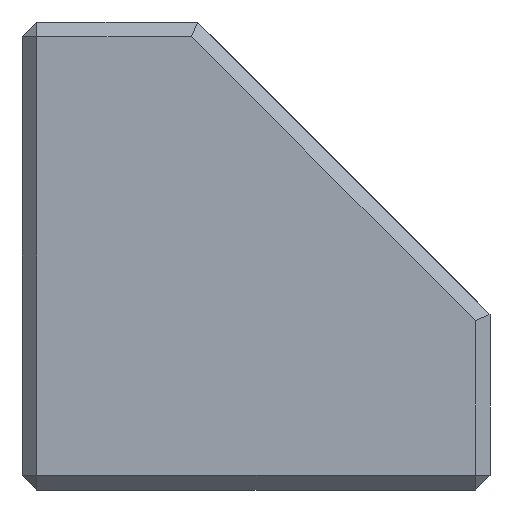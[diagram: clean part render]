
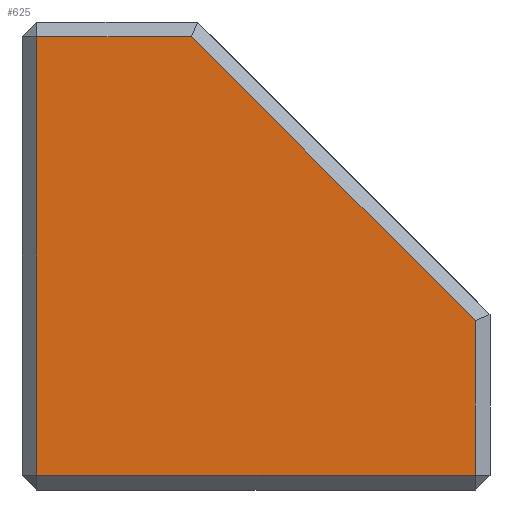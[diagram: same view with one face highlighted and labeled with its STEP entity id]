
A CAD part, left-side view. The second image highlights one B-rep face of the part: STEP entity #625.
In plain terms, the highlighted planar face has unit normal (-1, 0, 0).
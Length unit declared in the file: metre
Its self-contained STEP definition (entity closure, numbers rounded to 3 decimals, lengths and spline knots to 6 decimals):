
#30=ORIENTED_EDGE('',*,*,#198,.T.);
#31=ORIENTED_EDGE('',*,*,#199,.T.);
#32=ORIENTED_EDGE('',*,*,#200,.T.);
#33=ORIENTED_EDGE('',*,*,#201,.T.);
#34=ORIENTED_EDGE('',*,*,#202,.T.);
#198=EDGE_CURVE('',#282,#283,#330,.T.);
#199=EDGE_CURVE('',#283,#284,#331,.T.);
#200=EDGE_CURVE('',#284,#285,#332,.T.);
#201=EDGE_CURVE('',#285,#286,#333,.T.);
#202=EDGE_CURVE('',#286,#282,#334,.T.);
#282=VERTEX_POINT('',#931);
#283=VERTEX_POINT('',#932);
#284=VERTEX_POINT('',#934);
#285=VERTEX_POINT('',#936);
#286=VERTEX_POINT('',#938);
#330=LINE('',#930,#406);
#331=LINE('',#933,#407);
#332=LINE('',#935,#408);
#333=LINE('',#937,#409);
#334=LINE('',#939,#410);
#406=VECTOR('',#745,1.);
#407=VECTOR('',#746,1.);
#408=VECTOR('',#747,1.);
#409=VECTOR('',#748,1.);
#410=VECTOR('',#749,1.);
#477=EDGE_LOOP('',(#30,#31,#32,#33,#34));
#531=FACE_BOUND('',#477,.T.);
#585=PLANE('',#682);
#625=ADVANCED_FACE('',(#531),#585,.T.);
#682=AXIS2_PLACEMENT_3D('',#929,#743,#744);
#743=DIRECTION('',(-1.,0.,0.));
#744=DIRECTION('',(0.,0.,1.));
#745=DIRECTION('',(0.,0.,-1.));
#746=DIRECTION('',(0.,-1.,0.));
#747=DIRECTION('',(0.,0.,1.));
#748=DIRECTION('',(0.,0.707,0.707));
#749=DIRECTION('',(0.,1.,0.));
#929=CARTESIAN_POINT('',(-0.0125,-0.009525,0.0127));
#930=CARTESIAN_POINT('',(-0.0125,-0.000794,0.));
#931=CARTESIAN_POINT('',(-0.0125,-0.000794,0.024606));
#932=CARTESIAN_POINT('',(-0.0125,-0.000794,0.000794));
#933=CARTESIAN_POINT('',(-0.0125,-0.009525,0.000794));
#934=CARTESIAN_POINT('',(-0.0125,-0.024606,0.000794));
#935=CARTESIAN_POINT('',(-0.0125,-0.024606,0.009525));
#936=CARTESIAN_POINT('',(-0.0125,-0.024606,0.009196));
#937=CARTESIAN_POINT('',(-0.0125,-0.008964,0.024839));
#938=CARTESIAN_POINT('',(-0.0125,-0.009196,0.024606));
#939=CARTESIAN_POINT('',(-0.0125,-0.009525,0.024606));
